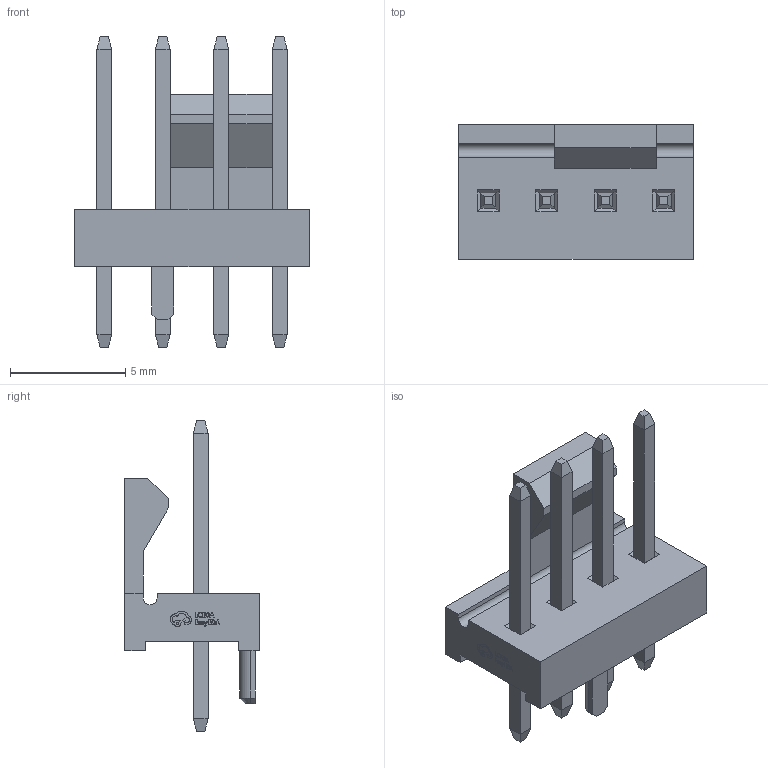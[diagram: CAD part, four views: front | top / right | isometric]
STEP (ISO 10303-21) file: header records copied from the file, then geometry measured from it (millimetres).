
FILE_DESCRIPTION (( 'STEP AP214' ), '1' );
FILE_NAME ('CONN-TH_47053-1000.step', '2022-08-03T17:16:43', ( '' ), ( '' ), 'SwSTEP 2.0', 'SolidWorks 2020', '' );
FILE_SCHEMA (( 'AUTOMOTIVE_DESIGN' ));
Length unit declared in the file: millimetre
Products named in the file (1): CONN-TH_47053-1000
Bounding box: 10.2 x 5.84 x 13.5 mm (x, y, z)
Volume: 176.2 mm3; surface area: 435.1 mm2
Topology: 18 solids, 18 shells, 348 faces, 883 edges, 572 vertices
Faces by surface type: plane 247, bspline 98, cylinder 2, cone 1
Entity records: 14815 total; most frequent: CARTESIAN_POINT 3110, ORIENTED_EDGE 1766, DIRECTION 1190, EDGE_CURVE 883, LINE 678, VECTOR 678, VERTEX_POINT 572, EDGE_LOOP 369
